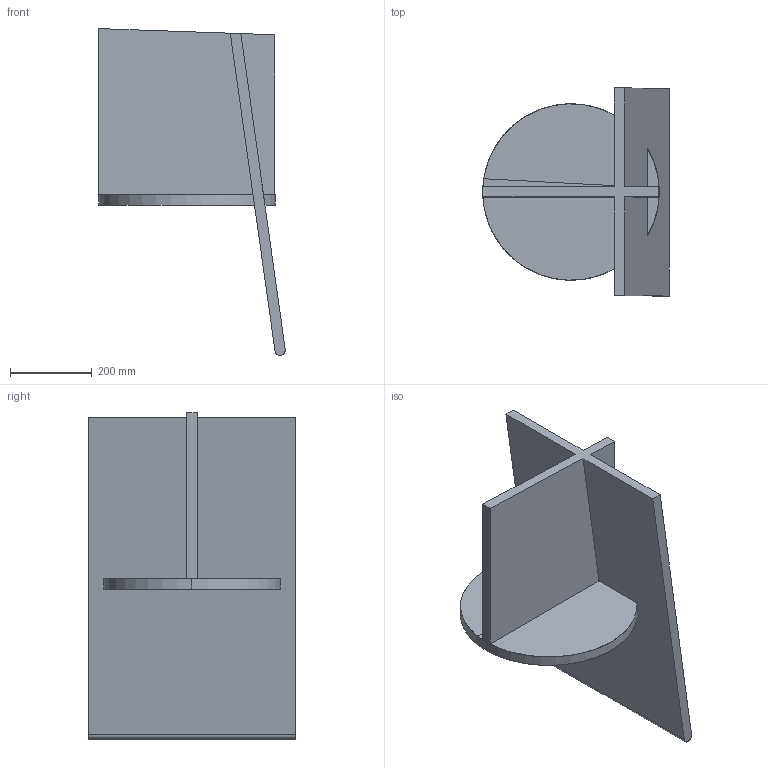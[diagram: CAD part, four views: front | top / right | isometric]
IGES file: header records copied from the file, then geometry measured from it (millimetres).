
Start section: SolidWorks IGES file using analytic representation for surfaces
Global section: file name: Three Plane Chair_Campagna_IGES.IGS; native system: SolidWorks 2021; preprocessor: SolidWorks 2021; author: juliamiller; date: 210409.150139; units: millimetre
Bounding box: 456.49 x 508 x 799.53 mm (x, y, z)
Surface area: 1492119.2 mm2 (no closed solid volume)
Topology: 0 solids, 0 shells, 19 faces, 254 edges, 254 vertices
Faces by surface type: bspline 15, revolution 4
